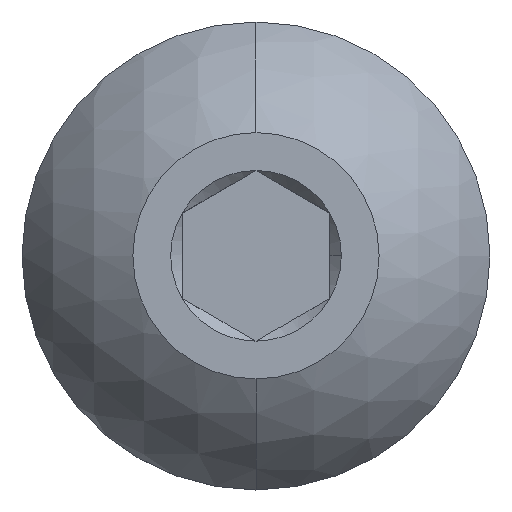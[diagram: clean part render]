
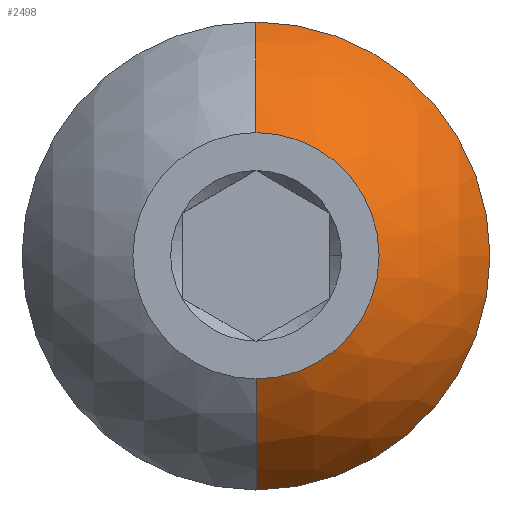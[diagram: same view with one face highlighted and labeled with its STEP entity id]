
A CAD part, top view. The second image highlights one B-rep face of the part: STEP entity #2498.
In plain terms, the highlighted spherical face has radius 5.287 mm.
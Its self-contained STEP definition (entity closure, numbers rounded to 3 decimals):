
#216 = DIRECTION ( 'NONE',  ( 0., 1., 0. ) ) ;
#217 = DIRECTION ( 'NONE',  ( 1., 0., 0. ) ) ;
#218 = CARTESIAN_POINT ( 'NONE',  ( 0., 0., -4.658 ) ) ;
#236 = CARTESIAN_POINT ( 'NONE',  ( 0., 2.5, 0. ) ) ;
#246 = CARTESIAN_POINT ( 'NONE',  ( 4.75, 0., -2.338 ) ) ;
#306 = DIRECTION ( 'NONE',  ( 1., 0., 0. ) ) ;
#307 = DIRECTION ( 'NONE',  ( 0., 0., 1. ) ) ;
#308 = CARTESIAN_POINT ( 'NONE',  ( 0., 0., 0. ) ) ;
#311 = DIRECTION ( 'NONE',  ( 1., 0., 0. ) ) ;
#312 = DIRECTION ( 'NONE',  ( 0., 0., 1. ) ) ;
#313 = CARTESIAN_POINT ( 'NONE',  ( 0., 0., -2.338 ) ) ;
#657 = DIRECTION ( 'NONE',  ( -1., 0., 0. ) ) ;
#658 = CARTESIAN_POINT ( 'NONE',  ( 0., 0., -4.658 ) ) ;
#659 = CARTESIAN_POINT ( 'NONE',  ( 0., 0., -2.338 ) ) ;
#660 = DIRECTION ( 'NONE',  ( 1., 0., 0. ) ) ;
#662 = DIRECTION ( 'NONE',  ( 0., 0., 1. ) ) ;
#776 = DIRECTION ( 'NONE',  ( 0., -1., 0. ) ) ;
#1464 = AXIS2_PLACEMENT_3D ( 'NONE', #313, #312, #311 ) ;
#1468 = AXIS2_PLACEMENT_3D ( 'NONE', #308, #307, #306 ) ;
#1471 = AXIS2_PLACEMENT_3D ( 'NONE', #218, #217, #216 ) ;
#1484 = AXIS2_PLACEMENT_3D ( 'NONE', #659, #662, #660 ) ;
#1556 = EDGE_CURVE ( 'NONE', #1657, #1973, #2007, .T. ) ;
#1563 = EDGE_CURVE ( 'NONE', #1965, #1958, #2008, .T. ) ;
#1578 = AXIS2_PLACEMENT_3D ( 'NONE', #658, #657, #776 ) ;
#1581 = AXIS2_PLACEMENT_3D ( 'NONE', #4184, #4188, #4182 ) ;
#1631 = EDGE_CURVE ( 'NONE', #1965, #1657, #1988, .T. ) ;
#1633 = EDGE_CURVE ( 'NONE', #1958, #1666, #1987, .T. ) ;
#1657 = VERTEX_POINT ( 'NONE', #246 ) ;
#1666 = VERTEX_POINT ( 'NONE', #236 ) ;
#1713 = EDGE_CURVE ( 'NONE', #1973, #1666, #2138, .T. ) ;
#1736 = ORIENTED_EDGE ( 'NONE', *, *, #1631, .T. ) ;
#1737 = ORIENTED_EDGE ( 'NONE', *, *, #1633, .F. ) ;
#1738 = ORIENTED_EDGE ( 'NONE', *, *, #1556, .T. ) ;
#1739 = ORIENTED_EDGE ( 'NONE', *, *, #1713, .T. ) ;
#1927 = ORIENTED_EDGE ( 'NONE', *, *, #1563, .F. ) ;
#1958 = VERTEX_POINT ( 'NONE', #3022 ) ;
#1965 = VERTEX_POINT ( 'NONE', #3036 ) ;
#1973 = VERTEX_POINT ( 'NONE', #3032 ) ;
#1987 = CIRCLE ( 'NONE', #1468, 2.5 ) ;
#1988 = CIRCLE ( 'NONE', #1464, 4.75 ) ;
#2007 = CIRCLE ( 'NONE', #1484, 4.75 ) ;
#2008 = CIRCLE ( 'NONE', #1578, 5.287 ) ;
#2051 = EDGE_LOOP ( 'NONE', ( #1736, #1738, #1739, #1737, #1927 ) ) ;
#2138 = CIRCLE ( 'NONE', #1471, 5.287 ) ;
#2221 = SPHERICAL_SURFACE ( 'NONE', #1581, 5.287 ) ;
#2236 = FACE_OUTER_BOUND ( 'NONE', #2051, .T. ) ;
#2498 = ADVANCED_FACE ( 'NONE', ( #2236 ), #2221, .T. ) ;
#3022 = CARTESIAN_POINT ( 'NONE',  ( 0., -2.5, 0. ) ) ;
#3032 = CARTESIAN_POINT ( 'NONE',  ( 0., 4.75, -2.338 ) ) ;
#3036 = CARTESIAN_POINT ( 'NONE',  ( 0., -4.75, -2.338 ) ) ;
#4182 = DIRECTION ( 'NONE',  ( 0., -1., 0. ) ) ;
#4184 = CARTESIAN_POINT ( 'NONE',  ( 0., 0., -4.658 ) ) ;
#4188 = DIRECTION ( 'NONE',  ( 1., 0., 0. ) ) ;
